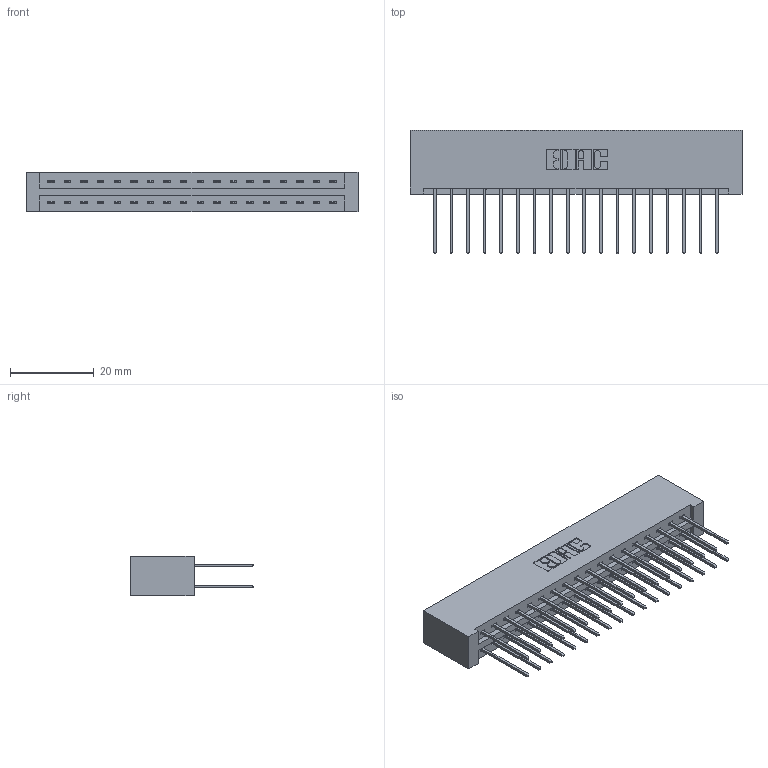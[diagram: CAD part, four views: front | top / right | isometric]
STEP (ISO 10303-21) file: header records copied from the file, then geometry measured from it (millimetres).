
FILE_DESCRIPTION (( 'STEP AP203' ), '1' );
FILE_NAME ('337-036-540-201.STEP', '2019-10-08T20:49:03', ( '' ), ( '' ), 'SwSTEP 2.0', 'SolidWorks 2016', '' );
FILE_SCHEMA (( 'CONFIG_CONTROL_DESIGN' ));
Length unit declared in the file: inch
Products named in the file (3): 337-036-540-201; 345-292-001_345-293-140; 337 Part_No Mounting Lugs
Assembly tree (37 placements, depth 2):
  337-036-540-201
    337 Part_No Mounting Lugs
    345-292-001_345-293-140  x36
Bounding box: 79.2 x 29.47 x 9.4 mm (x, y, z)
Volume: 8924.2 mm3; surface area: 10586.4 mm2
Topology: 37 solids, 37 shells, 2050 faces, 6083 edges, 4006 vertices
Faces by surface type: plane 1434, cylinder 616
Entity records: 16801 total; most frequent: CARTESIAN_POINT 2850, ORIENTED_EDGE 2786, DIRECTION 2461, EDGE_CURVE 1393, VECTOR 1273, LINE 1273, VERTEX_POINT 926, AXIS2_PLACEMENT_3D 594
